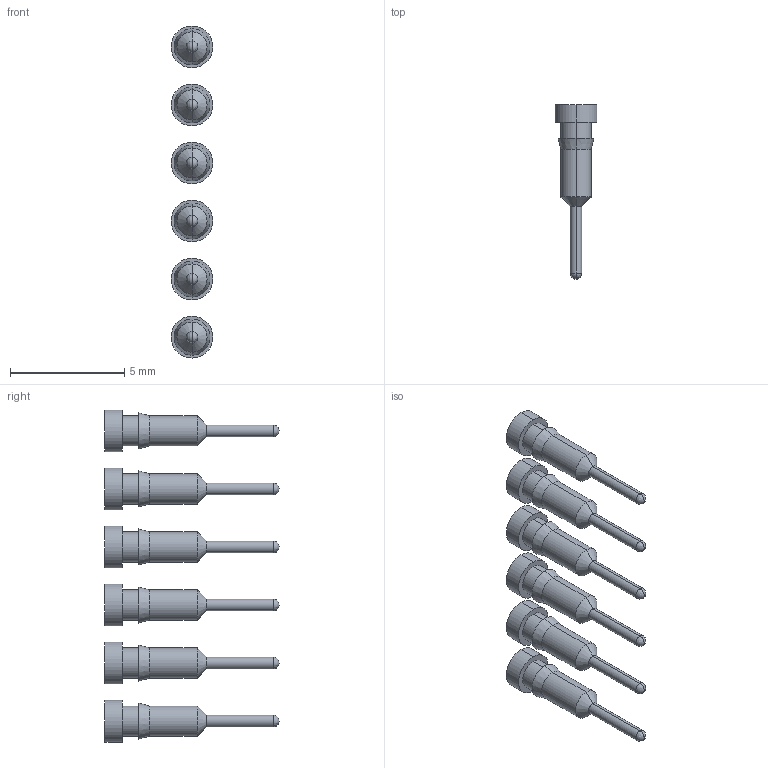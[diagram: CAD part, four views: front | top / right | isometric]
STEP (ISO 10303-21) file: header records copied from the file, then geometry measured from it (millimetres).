
FILE_DESCRIPTION (( 'STEP AP214' ), '1' );
FILE_NAME ('6-pins.STEP', '2023-02-26T04:16:15', ( '' ), ( '' ), 'SwSTEP 2.0', 'SolidWorks 2020', '' );
FILE_SCHEMA (( 'AUTOMOTIVE_DESIGN' ));
Length unit declared in the file: millimetre
Products named in the file (2): single-pin; 6-pins
Assembly tree (6 placements, depth 2):
  6-pins
    single-pin  x6
Bounding box: 1.83 x 7.62 x 14.53 mm (x, y, z)
Volume: 25.5 mm3; surface area: 249.4 mm2
Topology: 6 solids, 6 shells, 162 faces, 348 edges, 192 vertices
Faces by surface type: cylinder 72, cone 48, plane 30, bspline 12
Entity records: 822 total; most frequent: DIRECTION 152, CARTESIAN_POINT 150, ORIENTED_EDGE 104, AXIS2_PLACEMENT_3D 66, EDGE_CURVE 52, VERTEX_POINT 32, CIRCLE 32, EDGE_LOOP 32
